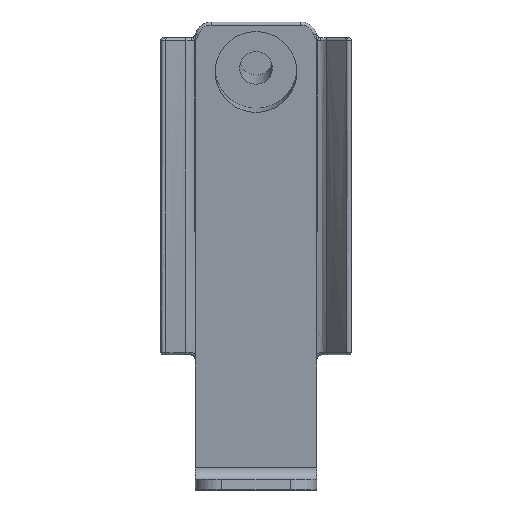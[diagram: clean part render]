
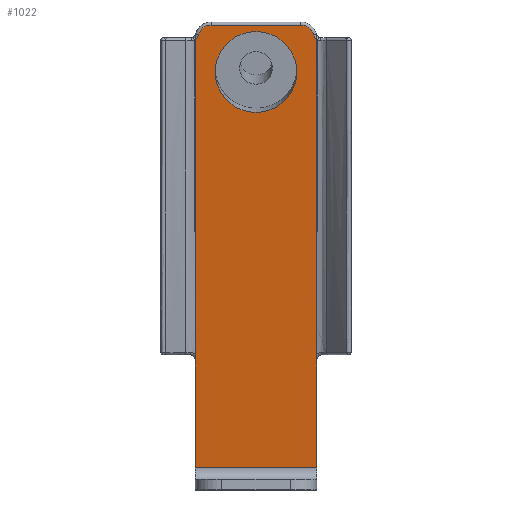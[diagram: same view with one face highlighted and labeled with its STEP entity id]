
A CAD part, top view. The second image highlights one B-rep face of the part: STEP entity #1022.
In plain terms, the highlighted planar face has unit normal (0, -0.156, 0.988).
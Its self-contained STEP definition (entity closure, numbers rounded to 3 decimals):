
#16=ELLIPSE('',#1088,1.519,1.5);
#17=ELLIPSE('',#1090,2.531,2.5);
#19=ELLIPSE('',#1095,2.531,2.5);
#21=ELLIPSE('',#1097,1.519,1.5);
#100=FACE_BOUND('',#233,.T.);
#111=PLANE('',#1131);
#169=FACE_OUTER_BOUND('',#232,.T.);
#232=EDGE_LOOP('',(#886,#887,#888,#889,#890,#891,#892,#893));
#233=EDGE_LOOP('',(#894));
#264=LINE('',#2090,#314);
#274=LINE('',#2198,#324);
#284=LINE('',#2523,#334);
#285=LINE('',#2524,#335);
#314=VECTOR('',#1260,10.);
#324=VECTOR('',#1296,10.);
#334=VECTOR('',#1356,10.);
#335=VECTOR('',#1357,10.);
#347=CIRCLE('',#1053,7.75);
#396=VERTEX_POINT('',#1406);
#448=VERTEX_POINT('',#2032);
#451=VERTEX_POINT('',#2048);
#453=VERTEX_POINT('',#2082);
#455=VERTEX_POINT('',#2088);
#457=VERTEX_POINT('',#2123);
#459=VERTEX_POINT('',#2152);
#466=VERTEX_POINT('',#2197);
#482=VERTEX_POINT('',#2522);
#494=EDGE_CURVE('',#396,#396,#347,.T.);
#568=EDGE_CURVE('',#451,#448,#16,.T.);
#570=EDGE_CURVE('',#453,#451,#17,.T.);
#573=EDGE_CURVE('',#455,#453,#264,.T.);
#576=EDGE_CURVE('',#457,#455,#19,.T.);
#579=EDGE_CURVE('',#459,#457,#21,.T.);
#593=EDGE_CURVE('',#466,#448,#274,.T.);
#628=EDGE_CURVE('',#459,#482,#284,.T.);
#629=EDGE_CURVE('',#466,#482,#285,.T.);
#886=ORIENTED_EDGE('',*,*,#579,.F.);
#887=ORIENTED_EDGE('',*,*,#628,.T.);
#888=ORIENTED_EDGE('',*,*,#629,.F.);
#889=ORIENTED_EDGE('',*,*,#593,.T.);
#890=ORIENTED_EDGE('',*,*,#568,.F.);
#891=ORIENTED_EDGE('',*,*,#570,.F.);
#892=ORIENTED_EDGE('',*,*,#573,.F.);
#893=ORIENTED_EDGE('',*,*,#576,.F.);
#894=ORIENTED_EDGE('',*,*,#494,.T.);
#1022=ADVANCED_FACE('',(#169,#100),#111,.T.);
#1053=AXIS2_PLACEMENT_3D('',#1407,#1160,#1161);
#1088=AXIS2_PLACEMENT_3D('',#2050,#1248,#1249);
#1090=AXIS2_PLACEMENT_3D('',#2084,#1252,#1253);
#1095=AXIS2_PLACEMENT_3D('',#2125,#1264,#1265);
#1097=AXIS2_PLACEMENT_3D('',#2165,#1268,#1269);
#1131=AXIS2_PLACEMENT_3D('',#2521,#1354,#1355);
#1160=DIRECTION('center_axis',(0.,0.156,-0.988));
#1161=DIRECTION('ref_axis',(1.,0.,0.));
#1248=DIRECTION('center_axis',(0.,-0.156,0.988));
#1249=DIRECTION('ref_axis',(0.,-0.988,-0.156));
#1252=DIRECTION('center_axis',(0.,0.156,-0.988));
#1253=DIRECTION('ref_axis',(0.,0.988,0.156));
#1260=DIRECTION('',(1.,0.,0.));
#1264=DIRECTION('center_axis',(0.,0.156,-0.988));
#1265=DIRECTION('ref_axis',(0.,0.988,0.156));
#1268=DIRECTION('center_axis',(0.,-0.156,0.988));
#1269=DIRECTION('ref_axis',(0.,-0.988,-0.156));
#1296=DIRECTION('',(0.,0.988,0.156));
#1354=DIRECTION('center_axis',(0.,-0.156,0.988));
#1355=DIRECTION('ref_axis',(1.,0.,0.));
#1356=DIRECTION('',(0.,-0.988,-0.156));
#1357=DIRECTION('',(-1.,0.,0.));
#1406=CARTESIAN_POINT('',(-25.75,77.133,16.501));
#1407=CARTESIAN_POINT('Origin',(-18.,77.133,16.501));
#2032=CARTESIAN_POINT('',(-6.5,83.302,17.478));
#2048=CARTESIAN_POINT('',(-7.079,84.147,17.611));
#2050=CARTESIAN_POINT('Origin',(-5.627,84.522,17.671));
#2082=CARTESIAN_POINT('',(-9.5,86.022,17.908));
#2084=CARTESIAN_POINT('Origin',(-9.5,83.522,17.512));
#2088=CARTESIAN_POINT('',(-26.5,86.022,17.908));
#2090=CARTESIAN_POINT('',(-12.25,86.022,17.908));
#2123=CARTESIAN_POINT('',(-28.921,84.147,17.611));
#2125=CARTESIAN_POINT('Origin',(-26.5,83.522,17.512));
#2152=CARTESIAN_POINT('',(-29.5,83.302,17.478));
#2165=CARTESIAN_POINT('Origin',(-30.373,84.522,17.671));
#2197=CARTESIAN_POINT('',(-6.5,2.313,4.65));
#2198=CARTESIAN_POINT('',(-6.5,21.413,7.675));
#2521=CARTESIAN_POINT('Origin',(-18.,43.833,11.226));
#2522=CARTESIAN_POINT('',(-29.5,2.313,4.65));
#2523=CARTESIAN_POINT('',(-29.5,86.6,18.));
#2524=CARTESIAN_POINT('',(-12.25,2.313,4.65));
